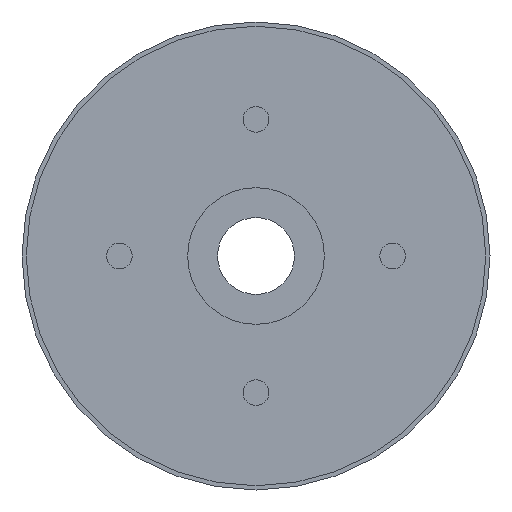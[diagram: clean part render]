
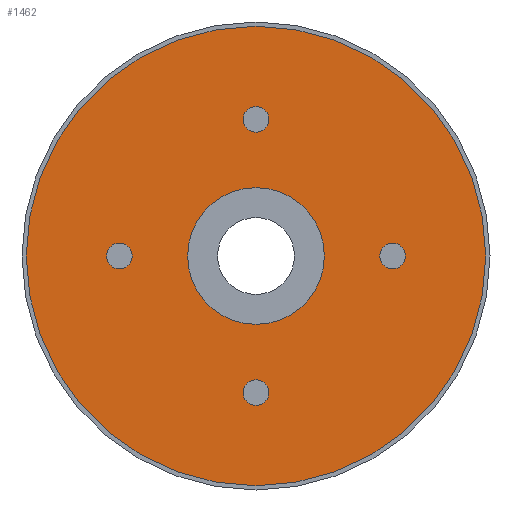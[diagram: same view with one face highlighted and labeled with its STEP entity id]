
A CAD part, left-side view. The second image highlights one B-rep face of the part: STEP entity #1462.
In plain terms, the highlighted planar face has unit normal (-1, 0, 0).
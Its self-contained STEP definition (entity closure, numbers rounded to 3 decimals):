
#29=CARTESIAN_POINT('',(-31.104,0.,0.));
#30=DIRECTION('',(1.,0.,0.));
#31=DIRECTION('',(0.,0.,1.));
#32=AXIS2_PLACEMENT_3D('',#29,#30,#31);
#38=CARTESIAN_POINT('',(-31.104,0.,0.));
#39=DIRECTION('',(-1.,0.,0.));
#40=DIRECTION('',(0.,0.,1.));
#41=AXIS2_PLACEMENT_3D('',#38,#39,#40);
#47=CARTESIAN_POINT('',(-31.104,0.,0.));
#48=DIRECTION('',(-1.,0.,0.));
#49=DIRECTION('',(0.,-1.,0.));
#50=AXIS2_PLACEMENT_3D('',#47,#48,#49);
#52=CARTESIAN_POINT('',(-31.104,0.,0.));
#53=DIRECTION('',(-1.,0.,0.));
#54=DIRECTION('',(0.,1.,0.));
#55=AXIS2_PLACEMENT_3D('',#52,#53,#54);
#57=CARTESIAN_POINT('',(-31.104,0.,16.));
#58=DIRECTION('',(-1.,0.,0.));
#59=DIRECTION('',(0.,-1.,0.));
#60=AXIS2_PLACEMENT_3D('',#57,#58,#59);
#62=CARTESIAN_POINT('',(-31.104,0.,16.));
#63=DIRECTION('',(-1.,0.,0.));
#64=DIRECTION('',(0.,1.,0.));
#65=AXIS2_PLACEMENT_3D('',#62,#63,#64);
#67=CARTESIAN_POINT('',(-31.104,-16.,0.));
#68=DIRECTION('',(-1.,0.,0.));
#69=DIRECTION('',(0.,0.,-1.));
#70=AXIS2_PLACEMENT_3D('',#67,#68,#69);
#72=CARTESIAN_POINT('',(-31.104,-16.,0.));
#73=DIRECTION('',(-1.,0.,0.));
#74=DIRECTION('',(0.,0.,1.));
#75=AXIS2_PLACEMENT_3D('',#72,#73,#74);
#77=CARTESIAN_POINT('',(-31.104,0.,-16.));
#78=DIRECTION('',(-1.,0.,0.));
#79=DIRECTION('',(0.,1.,0.));
#80=AXIS2_PLACEMENT_3D('',#77,#78,#79);
#82=CARTESIAN_POINT('',(-31.104,0.,-16.));
#83=DIRECTION('',(-1.,0.,0.));
#84=DIRECTION('',(0.,-1.,0.));
#85=AXIS2_PLACEMENT_3D('',#82,#83,#84);
#87=CARTESIAN_POINT('',(-31.104,16.,0.));
#88=DIRECTION('',(-1.,0.,0.));
#89=DIRECTION('',(0.,0.,1.));
#90=AXIS2_PLACEMENT_3D('',#87,#88,#89);
#92=CARTESIAN_POINT('',(-31.104,16.,0.));
#93=DIRECTION('',(-1.,0.,0.));
#94=DIRECTION('',(0.,0.,-1.));
#95=AXIS2_PLACEMENT_3D('',#92,#93,#94);
#1153=CARTESIAN_POINT('',(-31.104,0.,26.9));
#1155=VERTEX_POINT('',#1153);
#1257=CARTESIAN_POINT('',(-31.104,0.,-26.9));
#1259=VERTEX_POINT('',#1257);
#1309=CARTESIAN_POINT('',(-31.104,-8.,0.));
#1310=CARTESIAN_POINT('',(-31.104,8.,0.));
#1311=VERTEX_POINT('',#1309);
#1312=VERTEX_POINT('',#1310);
#1321=CARTESIAN_POINT('',(-31.104,-1.5,16.));
#1322=CARTESIAN_POINT('',(-31.104,1.5,16.));
#1323=VERTEX_POINT('',#1321);
#1324=VERTEX_POINT('',#1322);
#1329=CARTESIAN_POINT('',(-31.104,-16.,-1.5));
#1330=CARTESIAN_POINT('',(-31.104,-16.,1.5));
#1331=VERTEX_POINT('',#1329);
#1332=VERTEX_POINT('',#1330);
#1337=CARTESIAN_POINT('',(-31.104,1.5,-16.));
#1338=CARTESIAN_POINT('',(-31.104,-1.5,-16.));
#1339=VERTEX_POINT('',#1337);
#1340=VERTEX_POINT('',#1338);
#1345=CARTESIAN_POINT('',(-31.104,16.,1.5));
#1346=CARTESIAN_POINT('',(-31.104,16.,-1.5));
#1347=VERTEX_POINT('',#1345);
#1348=VERTEX_POINT('',#1346);
#1423=CARTESIAN_POINT('',(-31.104,0.,0.));
#1424=DIRECTION('',(1.,0.,0.));
#1425=DIRECTION('',(0.,0.,1.));
#1426=AXIS2_PLACEMENT_3D('',#1423,#1424,#1425);
#1427=PLANE('',#1426);
#1428=ORIENTED_EDGE('',*,*,#1416,.F.);
#1429=ORIENTED_EDGE('',*,*,#1405,.T.);
#1430=EDGE_LOOP('',(#1428,#1429));
#1431=FACE_OUTER_BOUND('',#1430,.F.);
#1433=ORIENTED_EDGE('',*,*,#1432,.T.);
#1435=ORIENTED_EDGE('',*,*,#1434,.T.);
#1436=EDGE_LOOP('',(#1433,#1435));
#1437=FACE_BOUND('',#1436,.F.);
#1439=ORIENTED_EDGE('',*,*,#1438,.T.);
#1441=ORIENTED_EDGE('',*,*,#1440,.T.);
#1442=EDGE_LOOP('',(#1439,#1441));
#1443=FACE_BOUND('',#1442,.F.);
#1445=ORIENTED_EDGE('',*,*,#1444,.T.);
#1447=ORIENTED_EDGE('',*,*,#1446,.T.);
#1448=EDGE_LOOP('',(#1445,#1447));
#1449=FACE_BOUND('',#1448,.F.);
#1451=ORIENTED_EDGE('',*,*,#1450,.T.);
#1453=ORIENTED_EDGE('',*,*,#1452,.T.);
#1454=EDGE_LOOP('',(#1451,#1453));
#1455=FACE_BOUND('',#1454,.F.);
#1457=ORIENTED_EDGE('',*,*,#1456,.T.);
#1459=ORIENTED_EDGE('',*,*,#1458,.T.);
#1460=EDGE_LOOP('',(#1457,#1459));
#1461=FACE_BOUND('',#1460,.F.);
#33=CIRCLE('',#32,26.9);
#42=CIRCLE('',#41,26.9);
#51=CIRCLE('',#50,8.);
#56=CIRCLE('',#55,8.);
#61=CIRCLE('',#60,1.5);
#66=CIRCLE('',#65,1.5);
#71=CIRCLE('',#70,1.5);
#76=CIRCLE('',#75,1.5);
#81=CIRCLE('',#80,1.5);
#86=CIRCLE('',#85,1.5);
#91=CIRCLE('',#90,1.5);
#96=CIRCLE('',#95,1.5);
#1405=EDGE_CURVE('',#1155,#1259,#33,.T.);
#1416=EDGE_CURVE('',#1155,#1259,#42,.T.);
#1432=EDGE_CURVE('',#1311,#1312,#51,.T.);
#1434=EDGE_CURVE('',#1312,#1311,#56,.T.);
#1438=EDGE_CURVE('',#1323,#1324,#61,.T.);
#1440=EDGE_CURVE('',#1324,#1323,#66,.T.);
#1444=EDGE_CURVE('',#1331,#1332,#71,.T.);
#1446=EDGE_CURVE('',#1332,#1331,#76,.T.);
#1450=EDGE_CURVE('',#1339,#1340,#81,.T.);
#1452=EDGE_CURVE('',#1340,#1339,#86,.T.);
#1456=EDGE_CURVE('',#1347,#1348,#91,.T.);
#1458=EDGE_CURVE('',#1348,#1347,#96,.T.);
#1462=ADVANCED_FACE('',(#1431,#1437,#1443,#1449,#1455,#1461),#1427,.F.);
